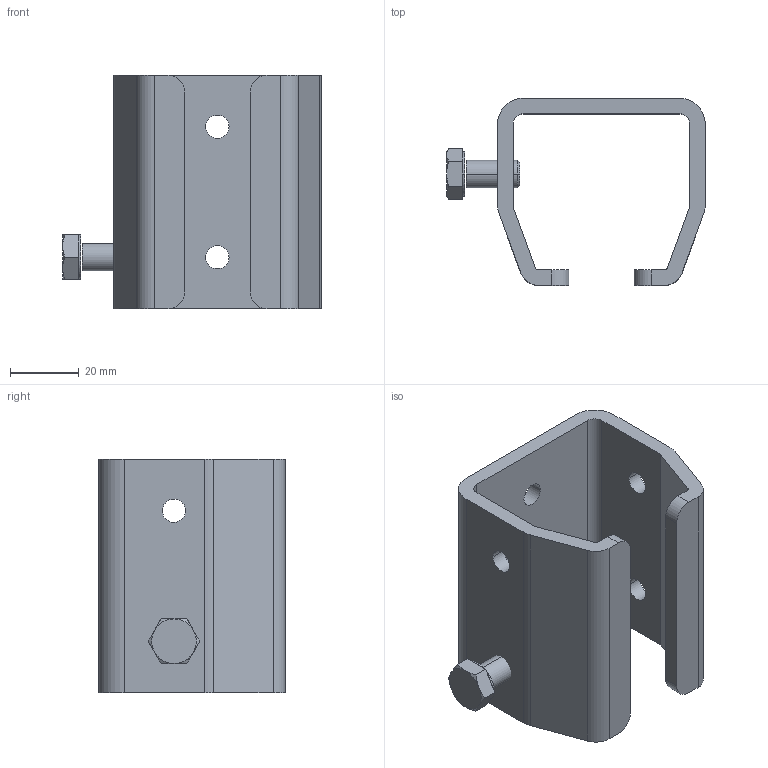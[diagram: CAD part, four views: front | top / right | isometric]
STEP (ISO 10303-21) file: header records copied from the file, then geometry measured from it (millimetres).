
FILE_DESCRIPTION (( 'STEP AP203' ), '1' );
FILE_NAME ('24.B00.STEP', '2018-03-13T11:17:59', ( '' ), ( '' ), 'SwSTEP 2.0', 'SolidWorks 2017', '' );
FILE_SCHEMA (( 'CONFIG_CONTROL_DESIGN' ));
Length unit declared in the file: millimetre
Products named in the file (1): 24.B00
Bounding box: 75.3 x 54.5 x 68 mm (x, y, z)
Surface area: 26850.7 mm2 (no closed solid volume)
Topology: 0 solids, 3 shells, 67 faces, 185 edges, 120 vertices
Faces by surface type: plane 30, cylinder 29, cone 8
Entity records: 2287 total; most frequent: CARTESIAN_POINT 441, DIRECTION 385, ORIENTED_EDGE 353, EDGE_CURVE 185, AXIS2_PLACEMENT_3D 144, VERTEX_POINT 120, VECTOR 97, LINE 97
